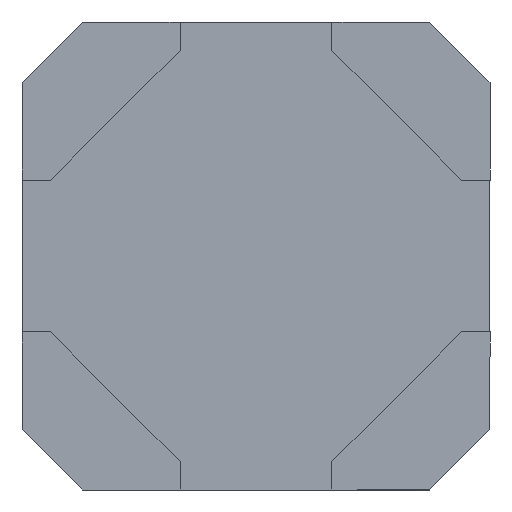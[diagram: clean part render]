
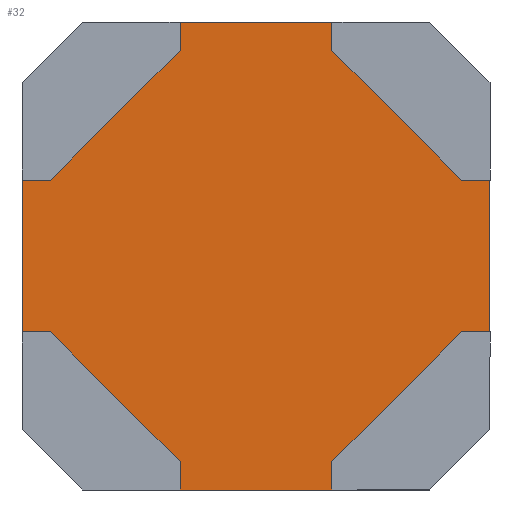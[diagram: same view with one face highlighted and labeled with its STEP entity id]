
A CAD part, front view. The second image highlights one B-rep face of the part: STEP entity #32.
In plain terms, the highlighted planar face has unit normal (0, -1, 0).
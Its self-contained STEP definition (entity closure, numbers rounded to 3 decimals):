
#5 = VERTEX_POINT ( 'NONE', #391 ) ;
#32 = ADVANCED_FACE ( 'NONE', ( #411 ), #1770, .F. ) ;
#93 = EDGE_CURVE ( 'NONE', #3957, #2955, #4350, .T. ) ;
#118 = CARTESIAN_POINT ( 'NONE',  ( -0.5, 0.15, -1.54 ) ) ;
#221 = VERTEX_POINT ( 'NONE', #3509 ) ;
#272 = VERTEX_POINT ( 'NONE', #2513 ) ;
#294 = ORIENTED_EDGE ( 'NONE', *, *, #3444, .F. ) ;
#324 = ORIENTED_EDGE ( 'NONE', *, *, #598, .T. ) ;
#342 = CARTESIAN_POINT ( 'NONE',  ( -0.5, 0.15, -1.54 ) ) ;
#391 = CARTESIAN_POINT ( 'NONE',  ( 1.54, 0.15, 0.5 ) ) ;
#397 = VECTOR ( 'NONE', #3425, 1000. ) ;
#411 = FACE_OUTER_BOUND ( 'NONE', #429, .T. ) ;
#429 = EDGE_LOOP ( 'NONE', ( #885, #3399, #2490, #324, #616, #2695, #3186, #3613, #2012, #294, #1824, #3406, #759, #2619, #2202, #1577 ) ) ;
#501 = EDGE_CURVE ( 'NONE', #1538, #657, #2311, .T. ) ;
#579 = EDGE_CURVE ( 'NONE', #1957, #3959, #3370, .T. ) ;
#583 = VECTOR ( 'NONE', #4138, 1000. ) ;
#598 = EDGE_CURVE ( 'NONE', #5, #1568, #1429, .T. ) ;
#616 = ORIENTED_EDGE ( 'NONE', *, *, #3231, .F. ) ;
#619 = CARTESIAN_POINT ( 'NONE',  ( 1.35, 0.15, 0.5 ) ) ;
#635 = LINE ( 'NONE', #3090, #583 ) ;
#657 = VERTEX_POINT ( 'NONE', #3580 ) ;
#658 = LINE ( 'NONE', #2244, #3680 ) ;
#749 = VECTOR ( 'NONE', #1903, 1000. ) ;
#756 = DIRECTION ( 'NONE',  ( -0.707, 0., -0.707 ) ) ;
#759 = ORIENTED_EDGE ( 'NONE', *, *, #93, .F. ) ;
#784 = LINE ( 'NONE', #1176, #1976 ) ;
#791 = CARTESIAN_POINT ( 'NONE',  ( 1.54, 0.15, -1.54 ) ) ;
#796 = CARTESIAN_POINT ( 'NONE',  ( 1.35, 0.15, -0.5 ) ) ;
#855 = CARTESIAN_POINT ( 'NONE',  ( -0.5, 0.15, 0.5 ) ) ;
#878 = CARTESIAN_POINT ( 'NONE',  ( -0.5, 0.15, -0.5 ) ) ;
#885 = ORIENTED_EDGE ( 'NONE', *, *, #3314, .F. ) ;
#900 = VECTOR ( 'NONE', #2465, 1000. ) ;
#931 = CARTESIAN_POINT ( 'NONE',  ( 1.35, 0.15, -0.5 ) ) ;
#957 = AXIS2_PLACEMENT_3D ( 'NONE', #3431, #2776, #1421 ) ;
#1014 = EDGE_CURVE ( 'NONE', #2955, #3959, #3465, .T. ) ;
#1083 = CARTESIAN_POINT ( 'NONE',  ( -1.54, 0.15, 0.5 ) ) ;
#1106 = CARTESIAN_POINT ( 'NONE',  ( -1.54, 0.15, -0.5 ) ) ;
#1176 = CARTESIAN_POINT ( 'NONE',  ( 0.5, 0.15, -1.54 ) ) ;
#1212 = CARTESIAN_POINT ( 'NONE',  ( -0.5, 0.15, -1.54 ) ) ;
#1226 = LINE ( 'NONE', #878, #4032 ) ;
#1304 = CARTESIAN_POINT ( 'NONE',  ( -1.35, 0.15, 0.5 ) ) ;
#1351 = DIRECTION ( 'NONE',  ( 0., 0., -1. ) ) ;
#1421 = DIRECTION ( 'NONE',  ( 0., 0., 1. ) ) ;
#1429 = LINE ( 'NONE', #1083, #397 ) ;
#1469 = EDGE_CURVE ( 'NONE', #3436, #272, #658, .T. ) ;
#1508 = EDGE_CURVE ( 'NONE', #2191, #2865, #3450, .T. ) ;
#1538 = VERTEX_POINT ( 'NONE', #1304 ) ;
#1568 = VERTEX_POINT ( 'NONE', #619 ) ;
#1577 = ORIENTED_EDGE ( 'NONE', *, *, #1469, .F. ) ;
#1597 = VECTOR ( 'NONE', #3902, 1000. ) ;
#1635 = VERTEX_POINT ( 'NONE', #931 ) ;
#1706 = CARTESIAN_POINT ( 'NONE',  ( -1.54, 0.15, -1.54 ) ) ;
#1729 = LINE ( 'NONE', #342, #3564 ) ;
#1770 = PLANE ( 'NONE',  #957 ) ;
#1798 = DIRECTION ( 'NONE',  ( -0.707, 0., 0.707 ) ) ;
#1824 = ORIENTED_EDGE ( 'NONE', *, *, #579, .T. ) ;
#1903 = DIRECTION ( 'NONE',  ( 0., 0., 1. ) ) ;
#1955 = DIRECTION ( 'NONE',  ( 0., 0., -1. ) ) ;
#1957 = VERTEX_POINT ( 'NONE', #3170 ) ;
#1976 = VECTOR ( 'NONE', #1955, 1000. ) ;
#1996 = DIRECTION ( 'NONE',  ( -1., 0., 0. ) ) ;
#2004 = DIRECTION ( 'NONE',  ( 0.707, 0., 0.707 ) ) ;
#2012 = ORIENTED_EDGE ( 'NONE', *, *, #501, .F. ) ;
#2054 = EDGE_CURVE ( 'NONE', #2814, #5, #3310, .T. ) ;
#2111 = LINE ( 'NONE', #855, #1597 ) ;
#2191 = VERTEX_POINT ( 'NONE', #3386 ) ;
#2202 = ORIENTED_EDGE ( 'NONE', *, *, #3828, .T. ) ;
#2244 = CARTESIAN_POINT ( 'NONE',  ( 0.5, 0.15, -1.54 ) ) ;
#2271 = VECTOR ( 'NONE', #2344, 1000. ) ;
#2283 = EDGE_CURVE ( 'NONE', #3486, #3957, #1729, .T. ) ;
#2284 = LINE ( 'NONE', #796, #3059 ) ;
#2311 = LINE ( 'NONE', #3695, #2458 ) ;
#2344 = DIRECTION ( 'NONE',  ( 1., 0., 0. ) ) ;
#2458 = VECTOR ( 'NONE', #2004, 1000. ) ;
#2465 = DIRECTION ( 'NONE',  ( -1., 0., 0. ) ) ;
#2475 = EDGE_CURVE ( 'NONE', #657, #2865, #2522, .T. ) ;
#2490 = ORIENTED_EDGE ( 'NONE', *, *, #2054, .T. ) ;
#2513 = CARTESIAN_POINT ( 'NONE',  ( 0.5, 0.15, -1.54 ) ) ;
#2522 = LINE ( 'NONE', #1212, #749 ) ;
#2548 = CARTESIAN_POINT ( 'NONE',  ( -1.35, 0.15, -0.5 ) ) ;
#2571 = DIRECTION ( 'NONE',  ( 0., 0., -1. ) ) ;
#2619 = ORIENTED_EDGE ( 'NONE', *, *, #2283, .F. ) ;
#2695 = ORIENTED_EDGE ( 'NONE', *, *, #4126, .F. ) ;
#2776 = DIRECTION ( 'NONE',  ( 0., 1., 0. ) ) ;
#2814 = VERTEX_POINT ( 'NONE', #3985 ) ;
#2865 = VERTEX_POINT ( 'NONE', #2916 ) ;
#2916 = CARTESIAN_POINT ( 'NONE',  ( -0.5, 0.15, 1.54 ) ) ;
#2955 = VERTEX_POINT ( 'NONE', #2548 ) ;
#2983 = VECTOR ( 'NONE', #1996, 1000. ) ;
#3059 = VECTOR ( 'NONE', #756, 1000. ) ;
#3090 = CARTESIAN_POINT ( 'NONE',  ( 0.5, 0.15, 1.35 ) ) ;
#3155 = CARTESIAN_POINT ( 'NONE',  ( 0.5, 0.15, -1.35 ) ) ;
#3170 = CARTESIAN_POINT ( 'NONE',  ( -1.54, 0.15, 0.5 ) ) ;
#3186 = ORIENTED_EDGE ( 'NONE', *, *, #1508, .T. ) ;
#3231 = EDGE_CURVE ( 'NONE', #221, #1568, #635, .T. ) ;
#3310 = LINE ( 'NONE', #791, #4107 ) ;
#3314 = EDGE_CURVE ( 'NONE', #1635, #3436, #2284, .T. ) ;
#3337 = CARTESIAN_POINT ( 'NONE',  ( -0.5, 0.15, -1.35 ) ) ;
#3370 = LINE ( 'NONE', #3677, #4282 ) ;
#3385 = EDGE_CURVE ( 'NONE', #2814, #1635, #1226, .T. ) ;
#3386 = CARTESIAN_POINT ( 'NONE',  ( 0.5, 0.15, 1.54 ) ) ;
#3399 = ORIENTED_EDGE ( 'NONE', *, *, #3385, .F. ) ;
#3406 = ORIENTED_EDGE ( 'NONE', *, *, #1014, .F. ) ;
#3425 = DIRECTION ( 'NONE',  ( -1., 0., 0. ) ) ;
#3431 = CARTESIAN_POINT ( 'NONE',  ( -0.5, 0.15, -1.54 ) ) ;
#3435 = VECTOR ( 'NONE', #1798, 1000. ) ;
#3436 = VERTEX_POINT ( 'NONE', #3155 ) ;
#3444 = EDGE_CURVE ( 'NONE', #1957, #1538, #2111, .T. ) ;
#3450 = LINE ( 'NONE', #3670, #2983 ) ;
#3465 = LINE ( 'NONE', #4210, #900 ) ;
#3486 = VERTEX_POINT ( 'NONE', #118 ) ;
#3509 = CARTESIAN_POINT ( 'NONE',  ( 0.5, 0.15, 1.35 ) ) ;
#3556 = DIRECTION ( 'NONE',  ( -1., 0., 0. ) ) ;
#3564 = VECTOR ( 'NONE', #3839, 1000. ) ;
#3580 = CARTESIAN_POINT ( 'NONE',  ( -0.5, 0.15, 1.35 ) ) ;
#3613 = ORIENTED_EDGE ( 'NONE', *, *, #2475, .F. ) ;
#3670 = CARTESIAN_POINT ( 'NONE',  ( -1.54, 0.15, 1.54 ) ) ;
#3677 = CARTESIAN_POINT ( 'NONE',  ( -1.54, 0.15, -1.54 ) ) ;
#3680 = VECTOR ( 'NONE', #2571, 1000. ) ;
#3695 = CARTESIAN_POINT ( 'NONE',  ( -1.35, 0.15, 0.5 ) ) ;
#3787 = DIRECTION ( 'NONE',  ( 0., 0., 1. ) ) ;
#3828 = EDGE_CURVE ( 'NONE', #3486, #272, #4275, .T. ) ;
#3830 = CARTESIAN_POINT ( 'NONE',  ( -0.5, 0.15, -1.35 ) ) ;
#3839 = DIRECTION ( 'NONE',  ( 0., 0., 1. ) ) ;
#3902 = DIRECTION ( 'NONE',  ( 1., 0., 0. ) ) ;
#3957 = VERTEX_POINT ( 'NONE', #3337 ) ;
#3959 = VERTEX_POINT ( 'NONE', #1106 ) ;
#3985 = CARTESIAN_POINT ( 'NONE',  ( 1.54, 0.15, -0.5 ) ) ;
#4032 = VECTOR ( 'NONE', #3556, 1000. ) ;
#4107 = VECTOR ( 'NONE', #3787, 1000. ) ;
#4126 = EDGE_CURVE ( 'NONE', #2191, #221, #784, .T. ) ;
#4138 = DIRECTION ( 'NONE',  ( 0.707, 0., -0.707 ) ) ;
#4210 = CARTESIAN_POINT ( 'NONE',  ( -0.5, 0.15, -0.5 ) ) ;
#4275 = LINE ( 'NONE', #1706, #2271 ) ;
#4282 = VECTOR ( 'NONE', #1351, 1000. ) ;
#4350 = LINE ( 'NONE', #3830, #3435 ) ;
